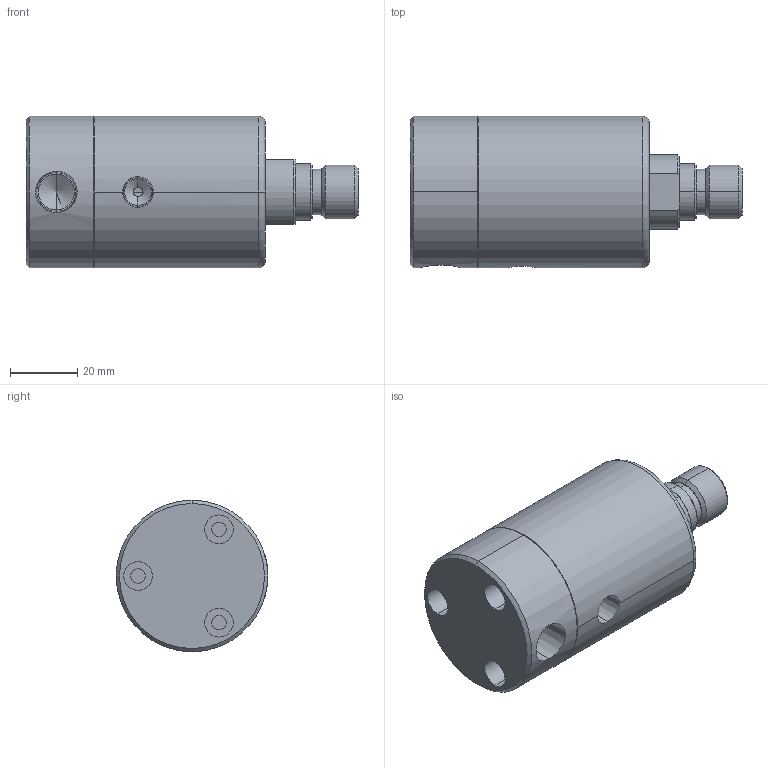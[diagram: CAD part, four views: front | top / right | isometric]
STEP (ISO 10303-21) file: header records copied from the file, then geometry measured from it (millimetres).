
FILE_DESCRIPTION (( 'STEP AP203' ), '1' );
FILE_NAME ('CF-RJ-92.STEP', '2021-01-18T08:48:34', ( '' ), ( '' ), 'SwSTEP 2.0', 'SolidWorks 2016', '' );
FILE_SCHEMA (( 'CONFIG_CONTROL_DESIGN' ));
Length unit declared in the file: millimetre
Products named in the file (4): CF-RJ-92-01000; CF-RJ-92-02000; CF-RJ-92-03000; CF-RJ-92
Assembly tree (3 placements, depth 2):
  CF-RJ-92
    CF-RJ-92-01000
    CF-RJ-92-02000
    CF-RJ-92-03000
Bounding box: 98.5 x 45 x 45 mm (x, y, z)
Volume: 108228.9 mm3; surface area: 26582.8 mm2
Topology: 3 solids, 3 shells, 79 faces, 176 edges, 111 vertices
Faces by surface type: cylinder 36, plane 21, cone 20, torus 2
Entity records: 2814 total; most frequent: CARTESIAN_POINT 574, DIRECTION 426, ORIENTED_EDGE 348, AXIS2_PLACEMENT_3D 181, EDGE_CURVE 174, VERTEX_POINT 111, EDGE_LOOP 99, CIRCLE 96
